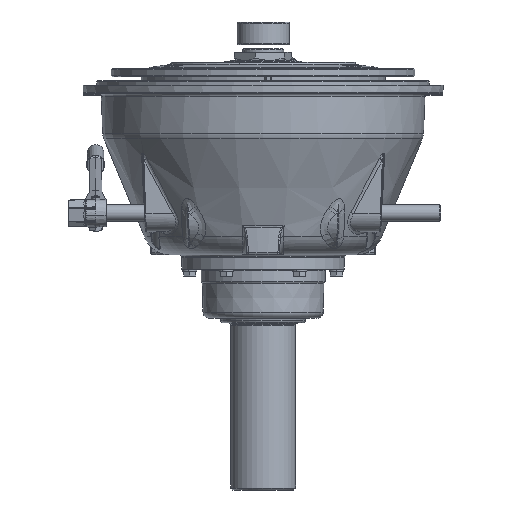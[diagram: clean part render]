
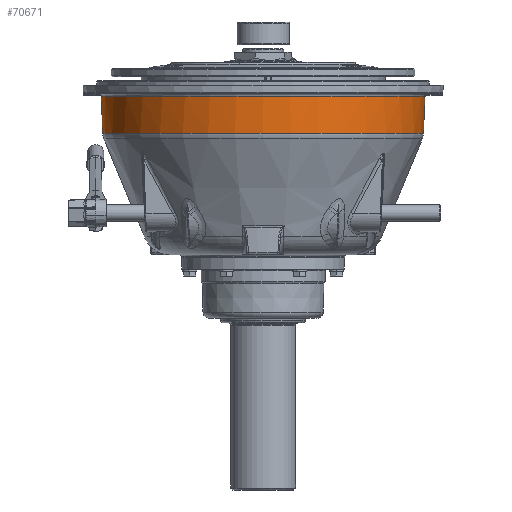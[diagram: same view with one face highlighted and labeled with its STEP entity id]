
A CAD part, front view. The second image highlights one B-rep face of the part: STEP entity #70671.
In plain terms, the highlighted conical face has half-angle 2.082 degrees and reference radius 246.481 mm.
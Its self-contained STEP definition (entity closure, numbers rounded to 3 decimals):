
#2538 = DIRECTION ( 'NONE',  ( 0., 0., -1. ) ) ;
#2540 = CARTESIAN_POINT ( 'NONE',  ( -248.149, -13.995, -53.803 ) ) ;
#2580 = CARTESIAN_POINT ( 'NONE',  ( -248.131, -13.977, -54.312 ) ) ;
#2582 = CARTESIAN_POINT ( 'NONE',  ( -248.14, -13.986, -54.058 ) ) ;
#2584 = CARTESIAN_POINT ( 'NONE',  ( -248.123, -13.968, -54.566 ) ) ;
#2586 = CARTESIAN_POINT ( 'NONE',  ( -248.109, -13.955, -54.947 ) ) ;
#2587 = CARTESIAN_POINT ( 'NONE',  ( -248.116, -13.962, -54.757 ) ) ;
#2589 = CARTESIAN_POINT ( 'NONE',  ( -248.103, -13.948, -55.138 ) ) ;
#2590 = DIRECTION ( 'NONE',  ( 0.036, 0., 0.999 ) ) ;
#2591 = CARTESIAN_POINT ( 'NONE',  ( 246.481, 0., -110.527 ) ) ;
#2687 = DIRECTION ( 'NONE',  ( 1., 0., 0. ) ) ;
#16564 = CARTESIAN_POINT ( 'NONE',  ( 0., 0., -53.803 ) ) ;
#16587 = DIRECTION ( 'NONE',  ( 1., 0., 0. ) ) ;
#16589 = DIRECTION ( 'NONE',  ( 0., 0., -1. ) ) ;
#16667 = CARTESIAN_POINT ( 'NONE',  ( 0., 0., -55.138 ) ) ;
#20068 = VECTOR ( 'NONE', #40565, 1000. ) ;
#20095 = LINE ( 'NONE', #38927, #20068 ) ;
#20236 = VECTOR ( 'NONE', #2590, 1000. ) ;
#20237 = CIRCLE ( 'NONE', #81298, 248.543 ) ;
#20248 = LINE ( 'NONE', #2591, #20236 ) ;
#20250 = CIRCLE ( 'NONE', #81227, 246.481 ) ;
#20313 = CIRCLE ( 'NONE', #81301, 248.495 ) ;
#20337 = CIRCLE ( 'NONE', #81226, 248.495 ) ;
#20772 = ORIENTED_EDGE ( 'NONE', *, *, #53146, .T. ) ;
#20773 = ORIENTED_EDGE ( 'NONE', *, *, #53153, .T. ) ;
#20774 = ORIENTED_EDGE ( 'NONE', *, *, #52606, .T. ) ;
#20776 = ORIENTED_EDGE ( 'NONE', *, *, #52944, .T. ) ;
#20778 = ORIENTED_EDGE ( 'NONE', *, *, #53156, .T. ) ;
#20791 = ORIENTED_EDGE ( 'NONE', *, *, #53157, .T. ) ;
#23472 = DIRECTION ( 'NONE',  ( 1., 0., 0. ) ) ;
#23647 = CARTESIAN_POINT ( 'NONE',  ( 0., 0., -110.527 ) ) ;
#23650 = DIRECTION ( 'NONE',  ( 0., 0., -1. ) ) ;
#23658 = DIRECTION ( 'NONE',  ( -1., 0., 0. ) ) ;
#23667 = DIRECTION ( 'NONE',  ( 0., 0., 1. ) ) ;
#23707 = CARTESIAN_POINT ( 'NONE',  ( 0., 0., -55.138 ) ) ;
#31874 = CARTESIAN_POINT ( 'NONE',  ( 248.495, 0., -55.138 ) ) ;
#31928 = CARTESIAN_POINT ( 'NONE',  ( -248.149, -13.995, -53.803 ) ) ;
#31981 = CARTESIAN_POINT ( 'NONE',  ( 246.481, 0., -110.527 ) ) ;
#32094 = CARTESIAN_POINT ( 'NONE',  ( 248.149, -13.995, -53.803 ) ) ;
#32098 = CARTESIAN_POINT ( 'NONE',  ( -246.481, 0., -110.527 ) ) ;
#32150 = CARTESIAN_POINT ( 'NONE',  ( 248.103, -13.948, -55.138 ) ) ;
#32151 = CARTESIAN_POINT ( 'NONE',  ( -248.103, -13.948, -55.138 ) ) ;
#32177 = CARTESIAN_POINT ( 'NONE',  ( -248.495, 0., -55.138 ) ) ;
#38628 = B_SPLINE_CURVE_WITH_KNOTS ( 'NONE', 3,
 ( #39165, #39844, #40186, #40126, #40184, #40129, #39923 ),
 .UNSPECIFIED., .F., .F.,
 ( 4, 3, 4 ),
 ( 0., 0.001, 0.001 ),
 .UNSPECIFIED. ) ;
#38927 = CARTESIAN_POINT ( 'NONE',  ( -246.481, 0., -110.527 ) ) ;
#39109 = B_SPLINE_CURVE_WITH_KNOTS ( 'NONE', 3,
 ( #2540, #2582, #2580, #2584, #2587, #2586, #2589 ),
 .UNSPECIFIED., .F., .F.,
 ( 4, 3, 4 ),
 ( 0., 0.001, 0.001 ),
 .UNSPECIFIED. ) ;
#39165 = CARTESIAN_POINT ( 'NONE',  ( 248.103, -13.948, -55.138 ) ) ;
#39844 = CARTESIAN_POINT ( 'NONE',  ( 248.109, -13.955, -54.947 ) ) ;
#39923 = CARTESIAN_POINT ( 'NONE',  ( 248.149, -13.995, -53.803 ) ) ;
#40126 = CARTESIAN_POINT ( 'NONE',  ( 248.123, -13.968, -54.566 ) ) ;
#40129 = CARTESIAN_POINT ( 'NONE',  ( 248.14, -13.986, -54.058 ) ) ;
#40184 = CARTESIAN_POINT ( 'NONE',  ( 248.131, -13.977, -54.312 ) ) ;
#40186 = CARTESIAN_POINT ( 'NONE',  ( 248.116, -13.962, -54.757 ) ) ;
#40565 = DIRECTION ( 'NONE',  ( -0.036, 0., 0.999 ) ) ;
#43649 = ORIENTED_EDGE ( 'NONE', *, *, #52946, .T. ) ;
#44423 = DIRECTION ( 'NONE',  ( 1., 0., 0. ) ) ;
#44424 = DIRECTION ( 'NONE',  ( 0., 0., 1. ) ) ;
#44432 = CARTESIAN_POINT ( 'NONE',  ( 0., 0., -110.527 ) ) ;
#52606 = EDGE_CURVE ( 'NONE', #75623, #75545, #38628, .T. ) ;
#52620 = EDGE_CURVE ( 'NONE', #75553, #75655, #20095, .T. ) ;
#52944 = EDGE_CURVE ( 'NONE', #75624, #75655, #20337, .T. ) ;
#52946 = EDGE_CURVE ( 'NONE', #75553, #75399, #20250, .T. ) ;
#53146 = EDGE_CURVE ( 'NONE', #75305, #75623, #20313, .T. ) ;
#53153 = EDGE_CURVE ( 'NONE', #75545, #75349, #20237, .T. ) ;
#53156 = EDGE_CURVE ( 'NONE', #75349, #75624, #39109, .T. ) ;
#53157 = EDGE_CURVE ( 'NONE', #75399, #75305, #20248, .T. ) ;
#55509 = FACE_OUTER_BOUND ( 'NONE', #64912, .T. ) ;
#55510 = CONICAL_SURFACE ( 'NONE', #67110, 246.481, 0.036 ) ;
#58842 = ORIENTED_EDGE ( 'NONE', *, *, #52620, .F. ) ;
#64912 = EDGE_LOOP ( 'NONE', ( #58842, #43649, #20791, #20772, #20774, #20773, #20778, #20776 ) ) ;
#67110 = AXIS2_PLACEMENT_3D ( 'NONE', #44432, #44424, #44423 ) ;
#70671 = ADVANCED_FACE ( 'NONE', ( #55509 ), #55510, .T. ) ;
#75305 = VERTEX_POINT ( 'NONE', #31874 ) ;
#75349 = VERTEX_POINT ( 'NONE', #31928 ) ;
#75399 = VERTEX_POINT ( 'NONE', #31981 ) ;
#75545 = VERTEX_POINT ( 'NONE', #32094 ) ;
#75553 = VERTEX_POINT ( 'NONE', #32098 ) ;
#75623 = VERTEX_POINT ( 'NONE', #32150 ) ;
#75624 = VERTEX_POINT ( 'NONE', #32151 ) ;
#75655 = VERTEX_POINT ( 'NONE', #32177 ) ;
#81226 = AXIS2_PLACEMENT_3D ( 'NONE', #23707, #23650, #23658 ) ;
#81227 = AXIS2_PLACEMENT_3D ( 'NONE', #23647, #23667, #23472 ) ;
#81298 = AXIS2_PLACEMENT_3D ( 'NONE', #16564, #2538, #2687 ) ;
#81301 = AXIS2_PLACEMENT_3D ( 'NONE', #16667, #16589, #16587 ) ;
